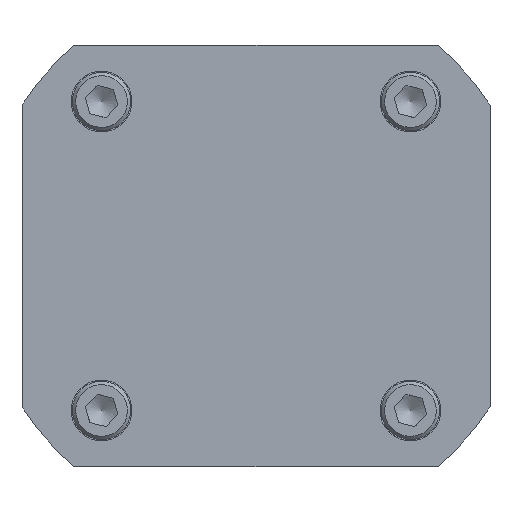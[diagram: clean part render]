
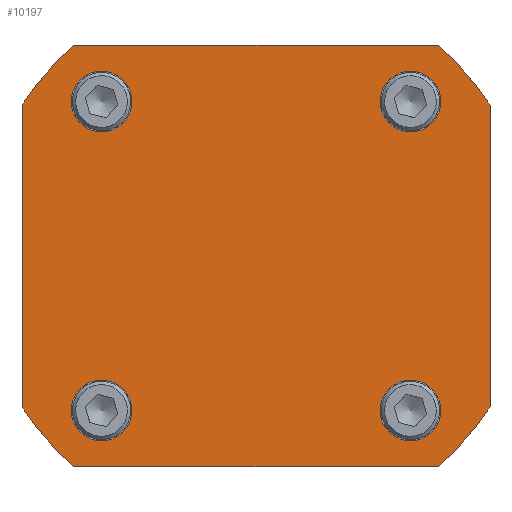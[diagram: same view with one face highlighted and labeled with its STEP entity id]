
A CAD part, front view. The second image highlights one B-rep face of the part: STEP entity #10197.
In plain terms, the highlighted planar face has unit normal (0, -1, 0).
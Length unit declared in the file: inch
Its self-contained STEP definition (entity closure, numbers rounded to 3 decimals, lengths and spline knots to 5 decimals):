
#9693=CARTESIAN_POINT('',(1.25,0.0,0.80632));
#9694=VERTEX_POINT('',#9693);
#9703=CARTESIAN_POINT('',(1.25,0.0,-0.80632));
#9704=VERTEX_POINT('',#9703);
#9705=CARTESIAN_POINT('',(1.25,0.0,-0.80632));
#9706=DIRECTION('',(0.0,0.0,1.0));
#9707=VECTOR('',#9706,1.61265);
#9708=LINE('',#9705,#9707);
#9709=EDGE_CURVE('',#9704,#9694,#9708,.T.);
#9776=CARTESIAN_POINT('',(-1.25,0.0,-0.80632));
#9777=VERTEX_POINT('',#9776);
#9786=CARTESIAN_POINT('',(-1.25,0.0,0.80632));
#9787=VERTEX_POINT('',#9786);
#9788=CARTESIAN_POINT('',(-1.25,0.0,0.80632));
#9789=DIRECTION('',(0.0,0.0,-1.0));
#9790=VECTOR('',#9789,1.61265);
#9791=LINE('',#9788,#9790);
#9792=EDGE_CURVE('',#9787,#9777,#9791,.T.);
#9840=CARTESIAN_POINT('',(-0.825,0.0,0.6625));
#9841=VERTEX_POINT('',#9840);
#9842=CARTESIAN_POINT('',(-0.825,0.0,0.825));
#9843=DIRECTION('',(0.0,1.0,0.0));
#9844=DIRECTION('',(0.0,0.0,-1.0));
#9845=AXIS2_PLACEMENT_3D('',#9842,#9843,#9844);
#9846=CIRCLE('',#9845,0.1625);
#9847=EDGE_CURVE('',#9841,#9841,#9846,.T.);
#9881=CARTESIAN_POINT('',(-0.6625,0.0,-0.825));
#9882=VERTEX_POINT('',#9881);
#9883=CARTESIAN_POINT('',(-0.825,0.0,-0.825));
#9884=DIRECTION('',(0.0,1.0,0.0));
#9885=DIRECTION('',(1.0,0.0,0.0));
#9886=AXIS2_PLACEMENT_3D('',#9883,#9884,#9885);
#9887=CIRCLE('',#9886,0.1625);
#9888=EDGE_CURVE('',#9882,#9882,#9887,.T.);
#9930=CARTESIAN_POINT('',(0.825,0.0,-0.6625));
#9931=VERTEX_POINT('',#9930);
#9932=CARTESIAN_POINT('',(0.825,0.0,-0.825));
#9933=DIRECTION('',(0.0,1.0,0.0));
#9934=DIRECTION('',(0.0,0.0,1.0));
#9935=AXIS2_PLACEMENT_3D('',#9932,#9933,#9934);
#9936=CIRCLE('',#9935,0.1625);
#9937=EDGE_CURVE('',#9931,#9931,#9936,.T.);
#9979=CARTESIAN_POINT('',(0.6625,0.0,0.825));
#9980=VERTEX_POINT('',#9979);
#9981=CARTESIAN_POINT('',(0.825,0.0,0.825));
#9982=DIRECTION('',(0.0,1.0,0.0));
#9983=DIRECTION('',(-1.0,0.0,0.0));
#9984=AXIS2_PLACEMENT_3D('',#9981,#9982,#9983);
#9985=CIRCLE('',#9984,0.1625);
#9986=EDGE_CURVE('',#9980,#9980,#9985,.T.);
#9999=CARTESIAN_POINT('',(0.97316,0.0,1.125));
#10000=VERTEX_POINT('',#9999);
#10009=CARTESIAN_POINT('',(0.0,0.0,0.0));
#10010=DIRECTION('',(0.0,-1.,0.0));
#10011=DIRECTION('',(-0.654,0.0,-0.756));
#10012=AXIS2_PLACEMENT_3D('',#10009,#10010,#10011);
#10013=CIRCLE('',#10012,1.4875);
#10014=EDGE_CURVE('',#9694,#10000,#10013,.T.);
#10032=CARTESIAN_POINT('',(-0.97316,0.0,1.125));
#10033=VERTEX_POINT('',#10032);
#10042=CARTESIAN_POINT('',(0.97316,0.0,1.125));
#10043=DIRECTION('',(-1.0,0.0,0.0));
#10044=VECTOR('',#10043,1.94631);
#10045=LINE('',#10042,#10044);
#10046=EDGE_CURVE('',#10000,#10033,#10045,.T.);
#10064=CARTESIAN_POINT('',(0.0,0.0,0.0));
#10065=DIRECTION('',(0.0,-1.0,0.0));
#10066=DIRECTION('',(0.84,0.0,-0.542));
#10067=AXIS2_PLACEMENT_3D('',#10064,#10065,#10066);
#10068=CIRCLE('',#10067,1.4875);
#10069=EDGE_CURVE('',#10033,#9787,#10068,.T.);
#10087=CARTESIAN_POINT('',(-0.97316,0.0,-1.125));
#10088=VERTEX_POINT('',#10087);
#10097=CARTESIAN_POINT('',(0.0,0.0,0.0));
#10098=DIRECTION('',(0.0,-1.,0.0));
#10099=DIRECTION('',(0.654,0.0,0.756));
#10100=AXIS2_PLACEMENT_3D('',#10097,#10098,#10099);
#10101=CIRCLE('',#10100,1.4875);
#10102=EDGE_CURVE('',#9777,#10088,#10101,.T.);
#10120=CARTESIAN_POINT('',(0.97316,0.0,-1.125));
#10121=VERTEX_POINT('',#10120);
#10130=CARTESIAN_POINT('',(-0.97316,0.0,-1.125));
#10131=DIRECTION('',(1.0,0.0,0.0));
#10132=VECTOR('',#10131,1.94631);
#10133=LINE('',#10130,#10132);
#10134=EDGE_CURVE('',#10088,#10121,#10133,.T.);
#10152=CARTESIAN_POINT('',(0.0,0.0,0.0));
#10153=DIRECTION('',(0.0,-1.0,0.0));
#10154=DIRECTION('',(-0.84,0.0,0.542));
#10155=AXIS2_PLACEMENT_3D('',#10152,#10153,#10154);
#10156=CIRCLE('',#10155,1.4875);
#10157=EDGE_CURVE('',#10121,#9704,#10156,.T.);
#10170=CARTESIAN_POINT('',(0.,0.0,0.));
#10171=DIRECTION('',(0.0,1.0,0.0));
#10172=DIRECTION('',(0.0,0.0,-1.0));
#10173=AXIS2_PLACEMENT_3D('',#10170,#10171,#10172);
#10174=PLANE('',#10173);
#10175=ORIENTED_EDGE('',*,*,#9709,.T.);
#10176=ORIENTED_EDGE('',*,*,#10014,.T.);
#10177=ORIENTED_EDGE('',*,*,#10046,.T.);
#10178=ORIENTED_EDGE('',*,*,#10069,.T.);
#10179=ORIENTED_EDGE('',*,*,#9792,.T.);
#10180=ORIENTED_EDGE('',*,*,#10102,.T.);
#10181=ORIENTED_EDGE('',*,*,#10134,.T.);
#10182=ORIENTED_EDGE('',*,*,#10157,.T.);
#10183=EDGE_LOOP('',(#10175,#10176,#10177,#10178,#10179,#10180,#10181,#10182));
#10184=FACE_OUTER_BOUND('',#10183,.T.);
#10185=ORIENTED_EDGE('',*,*,#9847,.T.);
#10186=EDGE_LOOP('',(#10185));
#10187=FACE_BOUND('',#10186,.T.);
#10188=ORIENTED_EDGE('',*,*,#9888,.T.);
#10189=EDGE_LOOP('',(#10188));
#10190=FACE_BOUND('',#10189,.T.);
#10191=ORIENTED_EDGE('',*,*,#9937,.T.);
#10192=EDGE_LOOP('',(#10191));
#10193=FACE_BOUND('',#10192,.T.);
#10194=ORIENTED_EDGE('',*,*,#9986,.T.);
#10195=EDGE_LOOP('',(#10194));
#10196=FACE_BOUND('',#10195,.T.);
#10197=ADVANCED_FACE('',(#10184,#10187,#10190,#10193,#10196),#10174,.F.);
